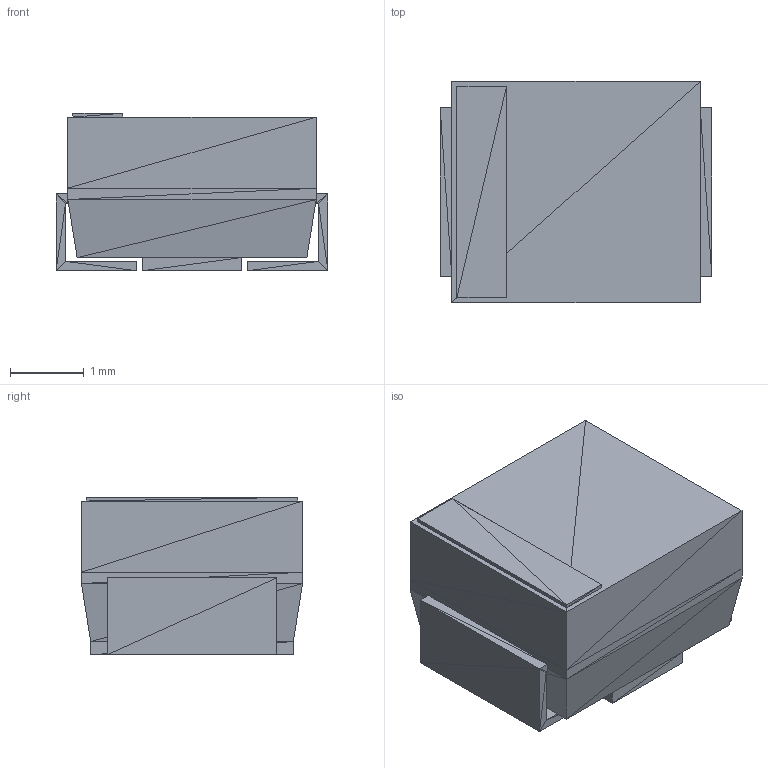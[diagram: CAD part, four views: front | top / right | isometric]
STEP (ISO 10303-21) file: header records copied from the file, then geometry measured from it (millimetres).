
FILE_DESCRIPTION(('STEP AP214'),'1');
FILE_NAME('CAP_3_5 X 2_8 X 1_9-L','2020-01-07T22:35:35',(''),(''),'','','');
FILE_SCHEMA(('AUTOMOTIVE_DESIGN'));
Length unit declared in the file: millimetre
Products named in the file (1): product
Bounding box: 3.68 x 3 x 2.13 mm (x, y, z)
Volume: 1.3 mm3; surface area: 69.1 mm2
Topology: 3 solids, 4 shells, 108 faces, 166 edges, 64 vertices
Faces by surface type: plane 108
Entity records: 2153 total; most frequent: DIRECTION 384, ORIENTED_EDGE 324, CARTESIAN_POINT 173, EDGE_CURVE 166, LINE 166, VECTOR 166, AXIS2_PLACEMENT_3D 109, STYLED_ITEM 108
